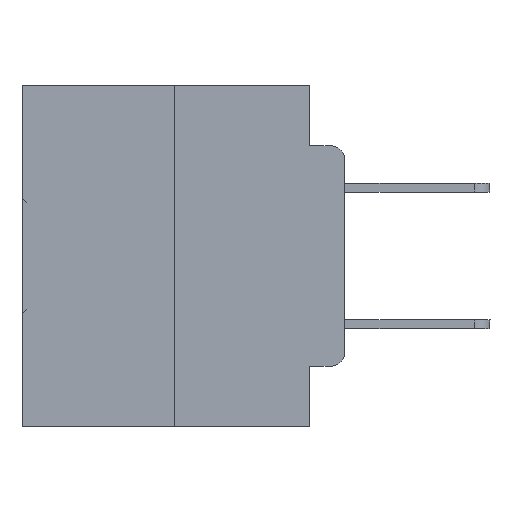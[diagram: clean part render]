
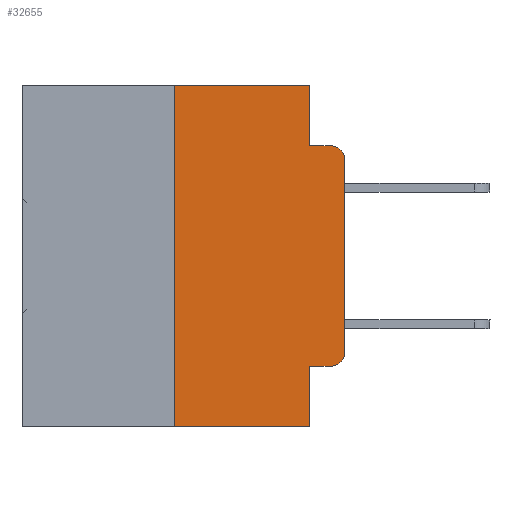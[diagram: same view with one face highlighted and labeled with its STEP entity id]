
A CAD part, left-side view. The second image highlights one B-rep face of the part: STEP entity #32655.
In plain terms, the highlighted planar face has unit normal (-1, 0, 0).
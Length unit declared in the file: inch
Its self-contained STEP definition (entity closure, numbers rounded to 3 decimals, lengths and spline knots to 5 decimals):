
#119 = ORIENTED_EDGE ( 'NONE', *, *, #5976, .T. ) ;
#130 = CARTESIAN_POINT ( 'NONE',  ( 0., 0.25, 0. ) ) ;
#855 = DIRECTION ( 'NONE',  ( 0., 0., -1. ) ) ;
#1211 = CIRCLE ( 'NONE', #3086, 0.02 ) ;
#1484 = ORIENTED_EDGE ( 'NONE', *, *, #23916, .F. ) ;
#1512 = VERTEX_POINT ( 'NONE', #130 ) ;
#1804 = EDGE_CURVE ( 'NONE', #7490, #19341, #30553, .T. ) ;
#2070 = DIRECTION ( 'NONE',  ( 0., -1., 0. ) ) ;
#2177 = VERTEX_POINT ( 'NONE', #13142 ) ;
#2574 = ORIENTED_EDGE ( 'NONE', *, *, #12797, .T. ) ;
#2761 = ORIENTED_EDGE ( 'NONE', *, *, #25552, .F. ) ;
#3086 = AXIS2_PLACEMENT_3D ( 'NONE', #23963, #32209, #855 ) ;
#3100 = CARTESIAN_POINT ( 'NONE',  ( 0., 0.25, -0.5 ) ) ;
#3385 = CARTESIAN_POINT ( 'NONE',  ( 0., 0.25, 0. ) ) ;
#4424 = EDGE_LOOP ( 'NONE', ( #24155, #29969, #1484, #32906, #2761, #15734, #2574, #22342, #5599, #119 ) ) ;
#4607 = DIRECTION ( 'NONE',  ( 0., 0., 1. ) ) ;
#4826 = VERTEX_POINT ( 'NONE', #23933 ) ;
#5599 = ORIENTED_EDGE ( 'NONE', *, *, #19345, .T. ) ;
#5767 = VECTOR ( 'NONE', #28569, 39.37008 ) ;
#5976 = EDGE_CURVE ( 'NONE', #17083, #31214, #1211, .T. ) ;
#7490 = VERTEX_POINT ( 'NONE', #15447 ) ;
#8434 = DIRECTION ( 'NONE',  ( 0., -1., 0. ) ) ;
#8850 = DIRECTION ( 'NONE',  ( 1., 0., 0. ) ) ;
#9669 = CARTESIAN_POINT ( 'NONE',  ( 0., 0.051, -0.5 ) ) ;
#9731 = CARTESIAN_POINT ( 'NONE',  ( 0., 0., 0. ) ) ;
#9788 = LINE ( 'NONE', #24075, #14313 ) ;
#10630 = AXIS2_PLACEMENT_3D ( 'NONE', #16668, #8850, #11372 ) ;
#10967 = FACE_OUTER_BOUND ( 'NONE', #4424, .T. ) ;
#11351 = DIRECTION ( 'NONE',  ( -1., 0., 0. ) ) ;
#11372 = DIRECTION ( 'NONE',  ( 0., 0., -1. ) ) ;
#11973 = LINE ( 'NONE', #3385, #25808 ) ;
#12797 = EDGE_CURVE ( 'NONE', #16691, #22919, #31111, .T. ) ;
#13015 = VECTOR ( 'NONE', #4607, 39.37008 ) ;
#13142 = CARTESIAN_POINT ( 'NONE',  ( 0., 0.051, -0.0885 ) ) ;
#13732 = DIRECTION ( 'NONE',  ( 0., 0., 1. ) ) ;
#13898 = VERTEX_POINT ( 'NONE', #20360 ) ;
#13899 = DIRECTION ( 'NONE',  ( 0., 0., -1. ) ) ;
#14313 = VECTOR ( 'NONE', #8434, 39.37008 ) ;
#15254 = VECTOR ( 'NONE', #29724, 39.37008 ) ;
#15447 = CARTESIAN_POINT ( 'NONE',  ( 0., 0., -0.1085 ) ) ;
#15463 = CARTESIAN_POINT ( 'NONE',  ( 0., 0.051, 0. ) ) ;
#15734 = ORIENTED_EDGE ( 'NONE', *, *, #28131, .F. ) ;
#16668 = CARTESIAN_POINT ( 'NONE',  ( 0., 0.473, 0. ) ) ;
#16691 = VERTEX_POINT ( 'NONE', #3100 ) ;
#16698 = EDGE_CURVE ( 'NONE', #13898, #22919, #23959, .T. ) ;
#17083 = VERTEX_POINT ( 'NONE', #28779 ) ;
#17340 = LINE ( 'NONE', #26947, #15254 ) ;
#17790 = CARTESIAN_POINT ( 'NONE',  ( 0., 0.473, 0. ) ) ;
#18715 = LINE ( 'NONE', #9731, #13015 ) ;
#19341 = VERTEX_POINT ( 'NONE', #21676 ) ;
#19345 = EDGE_CURVE ( 'NONE', #13898, #17083, #9788, .T. ) ;
#19534 = CARTESIAN_POINT ( 'NONE',  ( 0., 0., -0.3915 ) ) ;
#20360 = CARTESIAN_POINT ( 'NONE',  ( 0., 0.051, -0.4115 ) ) ;
#20709 = DIRECTION ( 'NONE',  ( 0., -1., 0. ) ) ;
#21676 = CARTESIAN_POINT ( 'NONE',  ( 0., 0.02, -0.0885 ) ) ;
#22342 = ORIENTED_EDGE ( 'NONE', *, *, #16698, .F. ) ;
#22919 = VERTEX_POINT ( 'NONE', #9669 ) ;
#23916 = EDGE_CURVE ( 'NONE', #2177, #19341, #17340, .T. ) ;
#23933 = CARTESIAN_POINT ( 'NONE',  ( 0., 0.051, 0. ) ) ;
#23959 = LINE ( 'NONE', #26755, #28486 ) ;
#23963 = CARTESIAN_POINT ( 'NONE',  ( 0., 0.02, -0.3915 ) ) ;
#24075 = CARTESIAN_POINT ( 'NONE',  ( 0., 0.051, -0.4115 ) ) ;
#24155 = ORIENTED_EDGE ( 'NONE', *, *, #33326, .T. ) ;
#24255 = EDGE_CURVE ( 'NONE', #4826, #2177, #31959, .T. ) ;
#25110 = LINE ( 'NONE', #17790, #28430 ) ;
#25552 = EDGE_CURVE ( 'NONE', #1512, #4826, #25110, .T. ) ;
#25808 = VECTOR ( 'NONE', #13732, 39.37008 ) ;
#26755 = CARTESIAN_POINT ( 'NONE',  ( 0., 0.051, 0. ) ) ;
#26947 = CARTESIAN_POINT ( 'NONE',  ( 0., 0.051, -0.0885 ) ) ;
#26987 = PLANE ( 'NONE',  #10630 ) ;
#27356 = AXIS2_PLACEMENT_3D ( 'NONE', #32388, #11351, #13899 ) ;
#28131 = EDGE_CURVE ( 'NONE', #16691, #1512, #11973, .T. ) ;
#28430 = VECTOR ( 'NONE', #2070, 39.37008 ) ;
#28486 = VECTOR ( 'NONE', #28508, 39.37008 ) ;
#28508 = DIRECTION ( 'NONE',  ( 0., 0., -1. ) ) ;
#28569 = DIRECTION ( 'NONE',  ( 0., 0., -1. ) ) ;
#28779 = CARTESIAN_POINT ( 'NONE',  ( 0., 0.02, -0.4115 ) ) ;
#29724 = DIRECTION ( 'NONE',  ( 0., -1., 0. ) ) ;
#29969 = ORIENTED_EDGE ( 'NONE', *, *, #1804, .T. ) ;
#30553 = CIRCLE ( 'NONE', #27356, 0.02 ) ;
#31111 = LINE ( 'NONE', #33641, #31895 ) ;
#31214 = VERTEX_POINT ( 'NONE', #19534 ) ;
#31895 = VECTOR ( 'NONE', #20709, 39.37008 ) ;
#31959 = LINE ( 'NONE', #15463, #5767 ) ;
#32209 = DIRECTION ( 'NONE',  ( -1., 0., 0. ) ) ;
#32388 = CARTESIAN_POINT ( 'NONE',  ( 0., 0.02, -0.1085 ) ) ;
#32655 = ADVANCED_FACE ( 'NONE', ( #10967 ), #26987, .F. ) ;
#32906 = ORIENTED_EDGE ( 'NONE', *, *, #24255, .F. ) ;
#33326 = EDGE_CURVE ( 'NONE', #31214, #7490, #18715, .T. ) ;
#33641 = CARTESIAN_POINT ( 'NONE',  ( 0., 0.473, -0.5 ) ) ;
